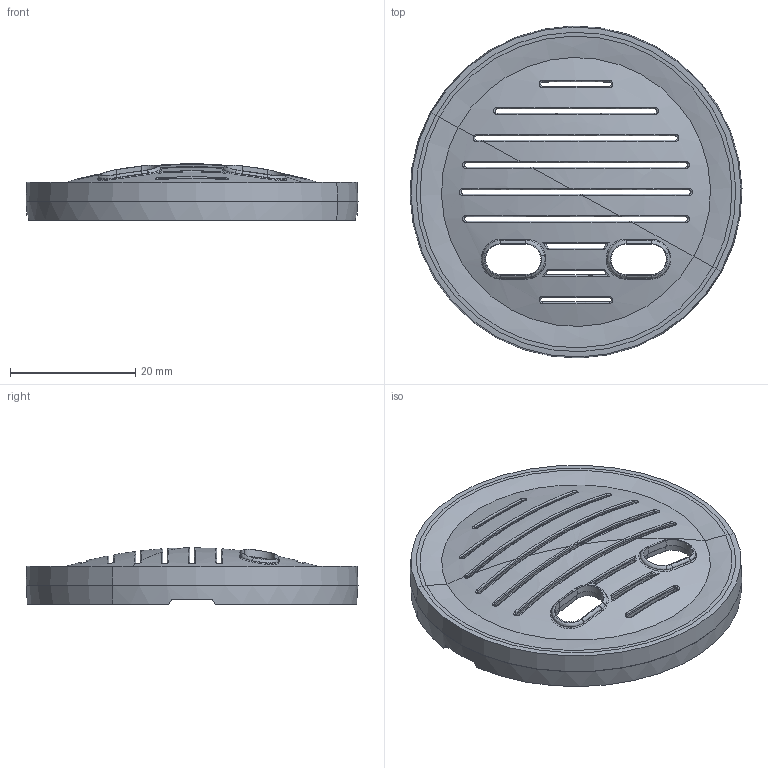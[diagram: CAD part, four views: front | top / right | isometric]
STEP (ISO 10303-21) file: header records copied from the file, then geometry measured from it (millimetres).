
FILE_DESCRIPTION(('CATIA V5 STEP Exchange','CAx-IF Rec.Pracs.--- Model Styling and Organization---1.5--- 2016-08-15','CAx-IF Rec.Pracs.---Supplemental Geometry---1.0---2011-11-01','CAx-IF Rec.Pracs.--- Composite Materials ---1.1---2010-07-15'),'2;1');
FILE_NAME('CB0201s.stp','2023-06-23T07:56:27+00:00',('none'),('none'),'CATIA Version 5-6 Release 2020 SP3','CATIA V5 STEP AP214 v2','none');
FILE_SCHEMA(('AUTOMOTIVE_DESIGN { 1 0 10303 214 1 1 1 1 }'));
Products named in the file (1): CB0201
Bounding box: 52.99 x 52.99 x 9 mm (x, y, z)
Volume: 4053.5 mm3; surface area: 12757.6 mm2
Topology: 1 solids, 2 shells, 634 faces, 1728 edges, 1100 vertices
Faces by surface type: bspline 340, plane 108, cone 68, sphere 46, cylinder 44, torus 24, revolution 4
Entity records: 38588 total; most frequent: CARTESIAN_POINT 29568, ORIENTED_EDGE 3456, EDGE_CURVE 864, EDGE_LOOP 680, ADVANCED_FACE 634, FACE_OUTER_BOUND 634, B_SPLINE_CURVE_WITH_KNOTS 612, VERTEX_POINT 550
